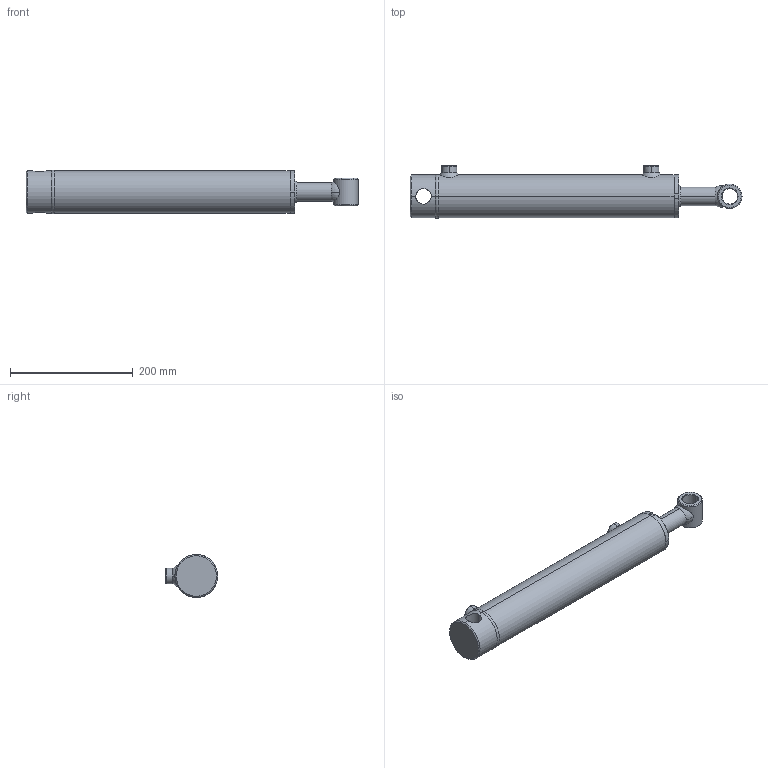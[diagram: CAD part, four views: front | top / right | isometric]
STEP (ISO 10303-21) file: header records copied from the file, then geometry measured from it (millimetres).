
FILE_DESCRIPTION (( 'STEP AP203' ), '1' );
FILE_NAME ('703.3.STEP', '2014-07-25T06:42:59', ( '' ), ( '' ), 'SwSTEP 2.0', 'SolidWorks 2013', '' );
FILE_SCHEMA (( 'CONFIG_CONTROL_DESIGN' ));
Length unit declared in the file: millimetre
Products named in the file (1): 703.3
Bounding box: 542 x 85.68 x 71.45 mm (x, y, z)
Surface area: 170266.7 mm2 (no closed solid volume)
Topology: 0 solids, 12 shells, 90 faces, 227 edges, 146 vertices
Faces by surface type: cone 33, cylinder 31, plane 14, torus 12
Entity records: 3662 total; most frequent: CARTESIAN_POINT 1402, DIRECTION 498, ORIENTED_EDGE 400, EDGE_CURVE 227, AXIS2_PLACEMENT_3D 212, VERTEX_POINT 146, CIRCLE 121, EDGE_LOOP 106
